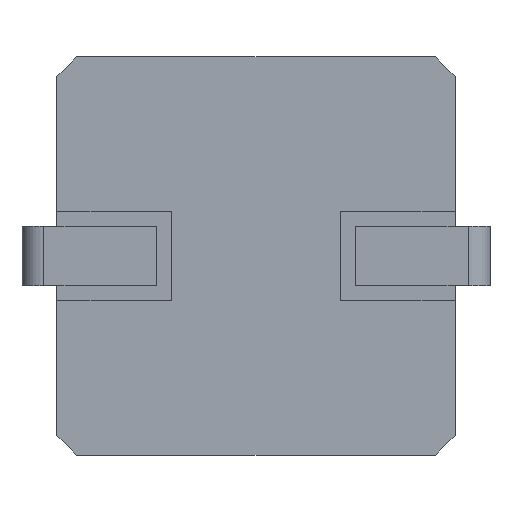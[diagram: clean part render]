
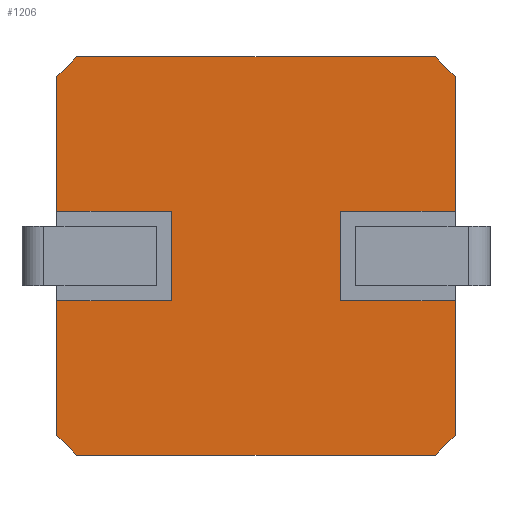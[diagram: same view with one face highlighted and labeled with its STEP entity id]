
A CAD part, front view. The second image highlights one B-rep face of the part: STEP entity #1206.
In plain terms, the highlighted planar face has unit normal (0, -1, 0).
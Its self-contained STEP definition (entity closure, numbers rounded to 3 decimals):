
#17 = LINE ( 'NONE', #1283, #1315 ) ;
#18 = CARTESIAN_POINT ( 'NONE',  ( -2., -1., 1.8 ) ) ;
#30 = CARTESIAN_POINT ( 'NONE',  ( -0.85, -1., 0.45 ) ) ;
#44 = ORIENTED_EDGE ( 'NONE', *, *, #806, .F. ) ;
#53 = DIRECTION ( 'NONE',  ( 0., -1., 0. ) ) ;
#63 = DIRECTION ( 'NONE',  ( -1., 0., 0. ) ) ;
#80 = EDGE_CURVE ( 'NONE', #1110, #1766, #17, .T. ) ;
#88 = CARTESIAN_POINT ( 'NONE',  ( -2., -1., -1.8 ) ) ;
#110 = EDGE_CURVE ( 'NONE', #1766, #1952, #625, .T. ) ;
#136 = LINE ( 'NONE', #409, #1453 ) ;
#168 = CARTESIAN_POINT ( 'NONE',  ( 0.85, -1., -0.45 ) ) ;
#171 = VECTOR ( 'NONE', #1958, 1000. ) ;
#184 = CARTESIAN_POINT ( 'NONE',  ( 1.8, -1., 2. ) ) ;
#190 = VECTOR ( 'NONE', #785, 1000. ) ;
#201 = CARTESIAN_POINT ( 'NONE',  ( -2., -1., -0.45 ) ) ;
#207 = EDGE_CURVE ( 'NONE', #1588, #602, #1244, .T. ) ;
#223 = VERTEX_POINT ( 'NONE', #229 ) ;
#229 = CARTESIAN_POINT ( 'NONE',  ( -0.85, -1., -0.45 ) ) ;
#237 = EDGE_CURVE ( 'NONE', #1201, #937, #646, .T. ) ;
#250 = CARTESIAN_POINT ( 'NONE',  ( 0.85, -1., -0.45 ) ) ;
#253 = CARTESIAN_POINT ( 'NONE',  ( 0.85, -1., 0.45 ) ) ;
#268 = LINE ( 'NONE', #400, #1780 ) ;
#270 = LINE ( 'NONE', #1887, #190 ) ;
#307 = EDGE_LOOP ( 'NONE', ( #1863, #1637, #804, #1739, #44, #1923, #1419, #931, #1631, #1339, #911, #779, #1169, #708, #1367, #1976 ) ) ;
#351 = VERTEX_POINT ( 'NONE', #1510 ) ;
#363 = DIRECTION ( 'NONE',  ( 0., 0., -1. ) ) ;
#364 = EDGE_CURVE ( 'NONE', #434, #1201, #1188, .T. ) ;
#400 = CARTESIAN_POINT ( 'NONE',  ( -2., -1., -1.8 ) ) ;
#407 = EDGE_CURVE ( 'NONE', #1320, #351, #1555, .T. ) ;
#409 = CARTESIAN_POINT ( 'NONE',  ( -0.85, -1., -0.45 ) ) ;
#413 = DIRECTION ( 'NONE',  ( -0.707, 0., -0.707 ) ) ;
#427 = VECTOR ( 'NONE', #1378, 1000. ) ;
#434 = VERTEX_POINT ( 'NONE', #1708 ) ;
#435 = DIRECTION ( 'NONE',  ( 1., 0., 0. ) ) ;
#443 = EDGE_CURVE ( 'NONE', #1908, #1170, #773, .T. ) ;
#446 = CARTESIAN_POINT ( 'NONE',  ( -1.8, -1., 2. ) ) ;
#448 = CARTESIAN_POINT ( 'NONE',  ( -2.28, -1., -0.45 ) ) ;
#504 = LINE ( 'NONE', #1784, #1390 ) ;
#515 = EDGE_CURVE ( 'NONE', #1103, #1320, #270, .T. ) ;
#532 = VECTOR ( 'NONE', #1462, 1000. ) ;
#546 = DIRECTION ( 'NONE',  ( -0.707, 0., 0.707 ) ) ;
#601 = EDGE_CURVE ( 'NONE', #1952, #1436, #1597, .T. ) ;
#602 = VERTEX_POINT ( 'NONE', #201 ) ;
#625 = LINE ( 'NONE', #1460, #171 ) ;
#633 = LINE ( 'NONE', #18, #532 ) ;
#642 = DIRECTION ( 'NONE',  ( 0., 0., -1. ) ) ;
#646 = LINE ( 'NONE', #1947, #1511 ) ;
#678 = DIRECTION ( 'NONE',  ( 0., 0., 1. ) ) ;
#708 = ORIENTED_EDGE ( 'NONE', *, *, #443, .F. ) ;
#729 = CARTESIAN_POINT ( 'NONE',  ( -2., -1., 0.45 ) ) ;
#764 = LINE ( 'NONE', #448, #1113 ) ;
#773 = LINE ( 'NONE', #446, #1284 ) ;
#779 = ORIENTED_EDGE ( 'NONE', *, *, #80, .F. ) ;
#785 = DIRECTION ( 'NONE',  ( -1., 0., 0. ) ) ;
#804 = ORIENTED_EDGE ( 'NONE', *, *, #1585, .F. ) ;
#806 = EDGE_CURVE ( 'NONE', #937, #1588, #268, .T. ) ;
#835 = VECTOR ( 'NONE', #1393, 1000. ) ;
#844 = CARTESIAN_POINT ( 'NONE',  ( 1.8, -1., -2. ) ) ;
#900 = CARTESIAN_POINT ( 'NONE',  ( 1.8, -1., -2. ) ) ;
#911 = ORIENTED_EDGE ( 'NONE', *, *, #110, .F. ) ;
#913 = EDGE_CURVE ( 'NONE', #223, #1103, #136, .T. ) ;
#931 = ORIENTED_EDGE ( 'NONE', *, *, #1825, .F. ) ;
#937 = VERTEX_POINT ( 'NONE', #1387 ) ;
#995 = CARTESIAN_POINT ( 'NONE',  ( 1.8, -1., 2. ) ) ;
#1103 = VERTEX_POINT ( 'NONE', #30 ) ;
#1110 = VERTEX_POINT ( 'NONE', #1111 ) ;
#1111 = CARTESIAN_POINT ( 'NONE',  ( 2., -1., 1.8 ) ) ;
#1113 = VECTOR ( 'NONE', #435, 1000. ) ;
#1136 = DIRECTION ( 'NONE',  ( 0.707, 0., -0.707 ) ) ;
#1139 = VECTOR ( 'NONE', #413, 1000. ) ;
#1169 = ORIENTED_EDGE ( 'NONE', *, *, #1202, .F. ) ;
#1170 = VERTEX_POINT ( 'NONE', #184 ) ;
#1188 = LINE ( 'NONE', #900, #1139 ) ;
#1201 = VERTEX_POINT ( 'NONE', #844 ) ;
#1202 = EDGE_CURVE ( 'NONE', #1170, #1110, #2006, .T. ) ;
#1206 = ADVANCED_FACE ( 'NONE', ( #1544 ), #1451, .T. ) ;
#1244 = LINE ( 'NONE', #88, #1360 ) ;
#1283 = CARTESIAN_POINT ( 'NONE',  ( 2., -1., -1.8 ) ) ;
#1284 = VECTOR ( 'NONE', #1874, 1000. ) ;
#1301 = CARTESIAN_POINT ( 'NONE',  ( 0.85, -1., 0.45 ) ) ;
#1309 = AXIS2_PLACEMENT_3D ( 'NONE', #1610, #53, #363 ) ;
#1315 = VECTOR ( 'NONE', #1607, 1000. ) ;
#1320 = VERTEX_POINT ( 'NONE', #729 ) ;
#1339 = ORIENTED_EDGE ( 'NONE', *, *, #601, .F. ) ;
#1360 = VECTOR ( 'NONE', #678, 1000. ) ;
#1367 = ORIENTED_EDGE ( 'NONE', *, *, #1802, .F. ) ;
#1373 = CARTESIAN_POINT ( 'NONE',  ( 2., -1., -0.45 ) ) ;
#1378 = DIRECTION ( 'NONE',  ( 0., 0., 1. ) ) ;
#1382 = CARTESIAN_POINT ( 'NONE',  ( -1.8, -1., 2. ) ) ;
#1387 = CARTESIAN_POINT ( 'NONE',  ( -1.8, -1., -2. ) ) ;
#1390 = VECTOR ( 'NONE', #642, 1000. ) ;
#1393 = DIRECTION ( 'NONE',  ( 1., 0., 0. ) ) ;
#1419 = ORIENTED_EDGE ( 'NONE', *, *, #364, .F. ) ;
#1436 = VERTEX_POINT ( 'NONE', #250 ) ;
#1451 = PLANE ( 'NONE',  #1309 ) ;
#1453 = VECTOR ( 'NONE', #1508, 1000. ) ;
#1460 = CARTESIAN_POINT ( 'NONE',  ( 2.28, -1., 0.45 ) ) ;
#1462 = DIRECTION ( 'NONE',  ( 0.707, 0., 0.707 ) ) ;
#1483 = VECTOR ( 'NONE', #1918, 1000. ) ;
#1508 = DIRECTION ( 'NONE',  ( 0., 0., 1. ) ) ;
#1510 = CARTESIAN_POINT ( 'NONE',  ( -2., -1., 1.8 ) ) ;
#1511 = VECTOR ( 'NONE', #63, 1000. ) ;
#1544 = FACE_OUTER_BOUND ( 'NONE', #307, .T. ) ;
#1548 = CARTESIAN_POINT ( 'NONE',  ( -2., -1., -1.8 ) ) ;
#1555 = LINE ( 'NONE', #1548, #427 ) ;
#1585 = EDGE_CURVE ( 'NONE', #602, #223, #764, .T. ) ;
#1586 = VERTEX_POINT ( 'NONE', #1373 ) ;
#1588 = VERTEX_POINT ( 'NONE', #1704 ) ;
#1595 = VECTOR ( 'NONE', #1136, 1000. ) ;
#1597 = LINE ( 'NONE', #1301, #1483 ) ;
#1607 = DIRECTION ( 'NONE',  ( 0., 0., -1. ) ) ;
#1610 = CARTESIAN_POINT ( 'NONE',  ( 0., -1., 0. ) ) ;
#1631 = ORIENTED_EDGE ( 'NONE', *, *, #1658, .F. ) ;
#1637 = ORIENTED_EDGE ( 'NONE', *, *, #913, .F. ) ;
#1658 = EDGE_CURVE ( 'NONE', #1436, #1586, #2005, .T. ) ;
#1704 = CARTESIAN_POINT ( 'NONE',  ( -2., -1., -1.8 ) ) ;
#1708 = CARTESIAN_POINT ( 'NONE',  ( 2., -1., -1.8 ) ) ;
#1739 = ORIENTED_EDGE ( 'NONE', *, *, #207, .F. ) ;
#1766 = VERTEX_POINT ( 'NONE', #1876 ) ;
#1780 = VECTOR ( 'NONE', #546, 1000. ) ;
#1784 = CARTESIAN_POINT ( 'NONE',  ( 2., -1., -1.8 ) ) ;
#1802 = EDGE_CURVE ( 'NONE', #351, #1908, #633, .T. ) ;
#1825 = EDGE_CURVE ( 'NONE', #1586, #434, #504, .T. ) ;
#1863 = ORIENTED_EDGE ( 'NONE', *, *, #515, .F. ) ;
#1874 = DIRECTION ( 'NONE',  ( 1., 0., 0. ) ) ;
#1876 = CARTESIAN_POINT ( 'NONE',  ( 2., -1., 0.45 ) ) ;
#1887 = CARTESIAN_POINT ( 'NONE',  ( -0.85, -1., 0.45 ) ) ;
#1908 = VERTEX_POINT ( 'NONE', #1382 ) ;
#1918 = DIRECTION ( 'NONE',  ( 0., 0., -1. ) ) ;
#1923 = ORIENTED_EDGE ( 'NONE', *, *, #237, .F. ) ;
#1947 = CARTESIAN_POINT ( 'NONE',  ( -1.8, -1., -2. ) ) ;
#1952 = VERTEX_POINT ( 'NONE', #253 ) ;
#1958 = DIRECTION ( 'NONE',  ( -1., 0., 0. ) ) ;
#1976 = ORIENTED_EDGE ( 'NONE', *, *, #407, .F. ) ;
#2005 = LINE ( 'NONE', #168, #835 ) ;
#2006 = LINE ( 'NONE', #995, #1595 ) ;
